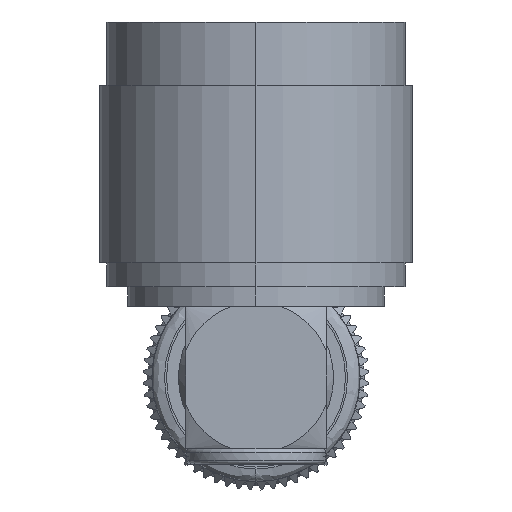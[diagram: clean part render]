
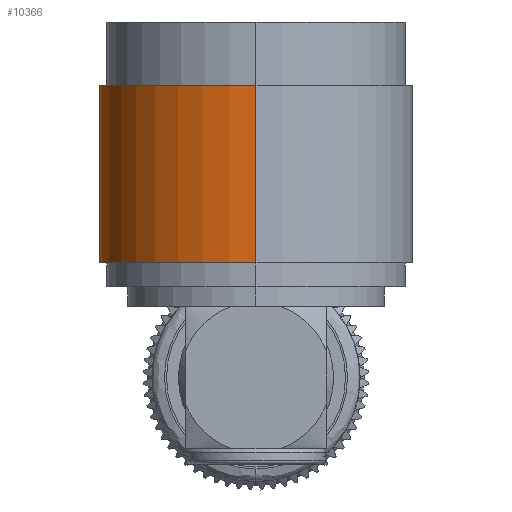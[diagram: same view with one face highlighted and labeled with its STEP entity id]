
A CAD part, left-side view. The second image highlights one B-rep face of the part: STEP entity #10366.
In plain terms, the highlighted cylindrical face has radius 10.058 mm (diameter 20.116 mm), a partial arc.
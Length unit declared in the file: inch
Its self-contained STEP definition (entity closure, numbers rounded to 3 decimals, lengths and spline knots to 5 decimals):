
#776 = DIRECTION ( 'NONE',  ( 0., 0., -1. ) ) ;
#1172 = DIRECTION ( 'NONE',  ( 0., -1., 0. ) ) ;
#2707 = VERTEX_POINT ( 'NONE', #9852 ) ;
#2880 = CYLINDRICAL_SURFACE ( 'NONE', #15264, 0.39599 ) ;
#2977 = DIRECTION ( 'NONE',  ( 0., -1., 0. ) ) ;
#3315 = VECTOR ( 'NONE', #16137, 39.37008 ) ;
#4863 = CIRCLE ( 'NONE', #18682, 0.39599 ) ;
#4921 = DIRECTION ( 'NONE',  ( 0., -1., 0. ) ) ;
#5839 = EDGE_CURVE ( 'NONE', #16389, #11446, #4863, .T. ) ;
#6302 = ORIENTED_EDGE ( 'NONE', *, *, #16985, .F. ) ;
#7407 = VERTEX_POINT ( 'NONE', #19820 ) ;
#7719 = LINE ( 'NONE', #21005, #14978 ) ;
#7968 = LINE ( 'NONE', #19367, #3315 ) ;
#8536 = EDGE_LOOP ( 'NONE', ( #9500, #18990, #17451, #6302 ) ) ;
#9162 = CIRCLE ( 'NONE', #20003, 0.39599 ) ;
#9500 = ORIENTED_EDGE ( 'NONE', *, *, #5839, .T. ) ;
#9536 = EDGE_CURVE ( 'NONE', #2707, #7407, #9162, .T. ) ;
#9852 = CARTESIAN_POINT ( 'NONE',  ( 0., -0.74, -0.39599 ) ) ;
#9948 = CARTESIAN_POINT ( 'NONE',  ( 0., -0.29, 0.39599 ) ) ;
#10366 = ADVANCED_FACE ( 'NONE', ( #16405 ), #2880, .T. ) ;
#11446 = VERTEX_POINT ( 'NONE', #9948 ) ;
#14408 = CARTESIAN_POINT ( 'NONE',  ( 0., -0.29, -0.39599 ) ) ;
#14978 = VECTOR ( 'NONE', #1172, 39.37008 ) ;
#15264 = AXIS2_PLACEMENT_3D ( 'NONE', #16333, #2977, #18167 ) ;
#16137 = DIRECTION ( 'NONE',  ( 0., -1., 0. ) ) ;
#16333 = CARTESIAN_POINT ( 'NONE',  ( 0., -0.11, 0. ) ) ;
#16389 = VERTEX_POINT ( 'NONE', #14408 ) ;
#16405 = FACE_OUTER_BOUND ( 'NONE', #8536, .T. ) ;
#16985 = EDGE_CURVE ( 'NONE', #16389, #2707, #7719, .T. ) ;
#17046 = EDGE_CURVE ( 'NONE', #11446, #7407, #7968, .T. ) ;
#17413 = CARTESIAN_POINT ( 'NONE',  ( 0., -0.29, 0. ) ) ;
#17451 = ORIENTED_EDGE ( 'NONE', *, *, #9536, .F. ) ;
#18141 = CARTESIAN_POINT ( 'NONE',  ( 0., -0.74, 0. ) ) ;
#18167 = DIRECTION ( 'NONE',  ( 0., 0., -1. ) ) ;
#18682 = AXIS2_PLACEMENT_3D ( 'NONE', #17413, #19104, #776 ) ;
#18990 = ORIENTED_EDGE ( 'NONE', *, *, #17046, .T. ) ;
#19104 = DIRECTION ( 'NONE',  ( 0., -1., 0. ) ) ;
#19367 = CARTESIAN_POINT ( 'NONE',  ( 0., -0.11, 0.39599 ) ) ;
#19817 = DIRECTION ( 'NONE',  ( 0., 0., -1. ) ) ;
#19820 = CARTESIAN_POINT ( 'NONE',  ( 0., -0.74, 0.39599 ) ) ;
#20003 = AXIS2_PLACEMENT_3D ( 'NONE', #18141, #4921, #19817 ) ;
#21005 = CARTESIAN_POINT ( 'NONE',  ( 0., -0.11, -0.39599 ) ) ;
